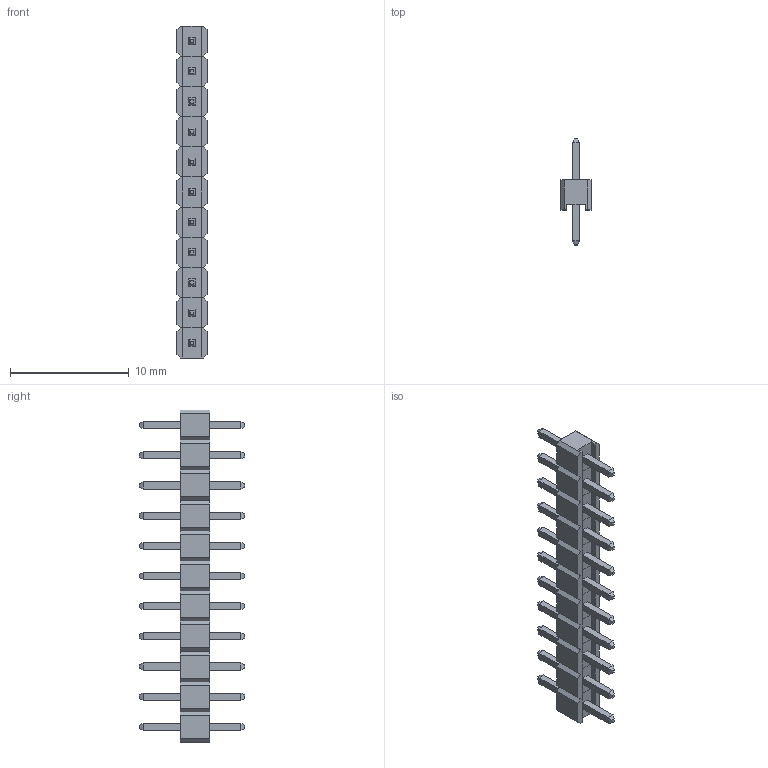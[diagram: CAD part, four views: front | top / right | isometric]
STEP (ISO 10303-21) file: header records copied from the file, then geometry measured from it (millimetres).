
FILE_DESCRIPTION (( 'STEP AP214' ), '1' );
FILE_NAME ('Pin Header 11 Way.STEP', '2025-06-30T14:09:03', ( '' ), ( '' ), 'SwSTEP 2.0', 'SolidWorks 2025', '' );
FILE_SCHEMA (( 'AUTOMOTIVE_DESIGN' ));
Length unit declared in the file: millimetre
Products named in the file (1): Pin Header 11 Way
Bounding box: 2.54 x 8.88 x 27.94 mm (x, y, z)
Volume: 178.5 mm3; surface area: 575.6 mm2
Topology: 11 solids, 11 shells, 352 faces, 836 edges, 528 vertices
Faces by surface type: plane 352
Entity records: 13801 total; most frequent: CARTESIAN_POINT 1717, ORIENTED_EDGE 1672, DIRECTION 1542, VECTOR 836, EDGE_CURVE 836, LINE 836, VERTEX_POINT 528, EDGE_LOOP 374
